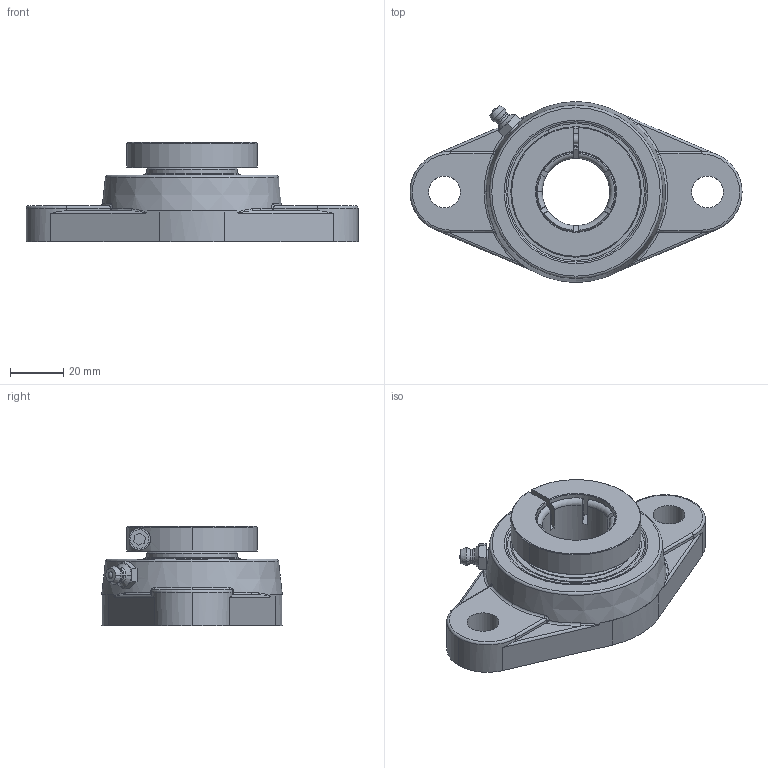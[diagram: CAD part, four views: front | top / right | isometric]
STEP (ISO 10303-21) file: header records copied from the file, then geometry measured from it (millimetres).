
FILE_DESCRIPTION(('HOOPS Exchange Step'),'2;1');
FILE_NAME('export-4F0B9559-BDD1-4009-9351-E20FECB4C27C.stp','2019-12-13T09:39:05-08:00',('ibuslach'),('Alibre'),'HOOPS Exchange 2019.2','Alibre','Unknown authorisation');
FILE_SCHEMA( ('AP242_MANAGED_MODEL_BASED_3D_ENGINEERING_MIM_LF {1 0 10303 442 1 1 4 }') );
Length unit declared in the file: centimetre
Products named in the file (8): MRN SFT 205; UCP ZERK 5mm; SUE 205 LOCK RING; SUE 205 SHIELD; SUE 204 BOLT; SUE 205-16 RACES; MRN SUE 205-16; MRN SUEFT 205-16
Assembly tree (8 placements, depth 3):
  MRN SUEFT 205-16
    MRN SFT 205
    UCP ZERK 5mm
    MRN SUE 205-16
      SUE 205 LOCK RING
      SUE 205 SHIELD  x2
      SUE 204 BOLT
      SUE 205-16 RACES
Bounding box: 125 x 68 x 37.3 mm (x, y, z)
Volume: 88727.8 mm3; surface area: 40186.5 mm2
Topology: 8 solids, 8 shells, 249 faces, 677 edges, 442 vertices
Faces by surface type: plane 79, cylinder 67, cone 40, torus 38, bspline 16, sphere 9
Full cylindrical faces by diameter (mm): 1.482 x2, 3.242 x2, 4 x1, 5 x2, 7 x1, 12 x2, 25.4 x1, 34.225 x4, 34.733 x2, 44 x4, 55.143 x1
Entity records: 17286 total; most frequent: CARTESIAN_POINT 11032, ORIENTED_EDGE 1302, DIRECTION 1286, EDGE_CURVE 651, AXIS2_PLACEMENT_3D 540, VERTEX_POINT 428, CIRCLE 290, EDGE_LOOP 269
